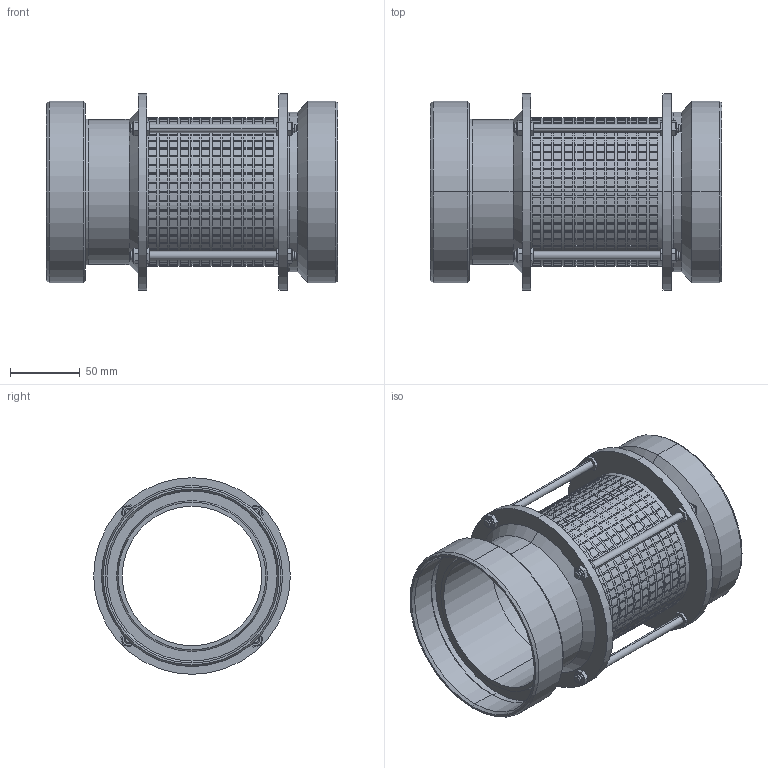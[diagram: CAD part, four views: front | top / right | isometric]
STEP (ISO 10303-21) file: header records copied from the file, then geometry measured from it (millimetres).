
FILE_DESCRIPTION (( 'STEP AP203' ), '1' );
FILE_NAME ('3D_M-7008_DN100_174601090.STEP', '2024-10-04T12:47:12', ( '' ), ( '' ), 'SwSTEP 2.0', 'SolidWorks 2024', '' );
FILE_SCHEMA (( 'CONFIG_CONTROL_DESIGN' ));
Length unit declared in the file: millimetre
Products named in the file (1): 3D_M-7008_DN100_174601090
Bounding box: 209 x 141 x 141 mm (x, y, z)
Volume: 394590.8 mm3; surface area: 233915 mm2
Topology: 9 solids, 9 shells, 2696 faces, 8008 edges, 5324 vertices
Faces by surface type: plane 2556, cylinder 100, cone 40
Entity records: 93545 total; most frequent: DIRECTION 16134, CARTESIAN_POINT 16029, ORIENTED_EDGE 16016, EDGE_CURVE 8008, AXIS2_PLACEMENT_3D 5429, VERTEX_POINT 5324, VECTOR 5276, LINE 5276
